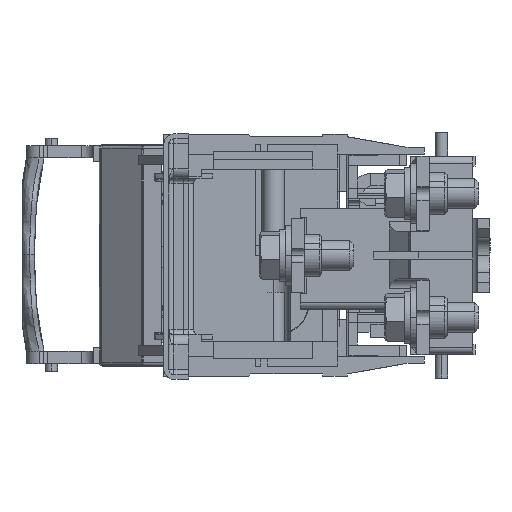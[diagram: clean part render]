
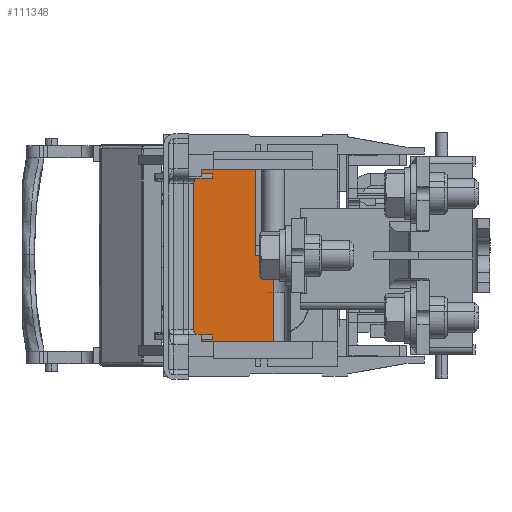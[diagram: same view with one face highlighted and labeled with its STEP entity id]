
A CAD part, left-side view. The second image highlights one B-rep face of the part: STEP entity #111348.
In plain terms, the highlighted planar face has unit normal (-1, 0, 0).
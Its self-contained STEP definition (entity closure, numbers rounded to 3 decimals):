
#92431=CARTESIAN_POINT('',(44.152,91.8,-0.8));
#92432=VERTEX_POINT('',#92431);
#92449=CARTESIAN_POINT('',(44.152,91.8,-5.8));
#92450=VERTEX_POINT('',#92449);
#92451=CARTESIAN_POINT('',(44.152,91.8,-5.8));
#92452=CARTESIAN_POINT('',(44.152,91.8,-4.133));
#92453=CARTESIAN_POINT('',(44.152,91.8,-2.467));
#92454=CARTESIAN_POINT('',(44.152,91.8,-0.8));
#92455=B_SPLINE_CURVE_WITH_KNOTS('',3,(#92451,#92452,#92453,#92454),.UNSPECIFIED.,.F.,.F.,(4,4),(0.,5.),.UNSPECIFIED.);
#92456=EDGE_CURVE('NONE',#92450,#92432,#92455,.T.);
#96567=CARTESIAN_POINT('',(44.152,124.436,-0.8));
#96568=VERTEX_POINT('',#96567);
#96585=CARTESIAN_POINT('',(44.154,124.469,-4.8));
#96586=VERTEX_POINT('',#96585);
#96587=CARTESIAN_POINT('',(44.152,124.436,-0.8));
#96588=CARTESIAN_POINT('',(44.153,124.437,-2.133));
#96589=CARTESIAN_POINT('',(44.155,124.437,-3.467));
#96590=CARTESIAN_POINT('',(44.156,124.437,-4.8));
#96591=B_SPLINE_CURVE_WITH_KNOTS('',3,(#96587,#96588,#96589,#96590),.UNSPECIFIED.,.F.,.F.,(4,4),(0.,4.),.UNSPECIFIED.);
#96592=EDGE_CURVE('NONE',#96568,#96586,#96591,.T.);
#102194=CARTESIAN_POINT('',(44.152,124.5,81.2));
#102195=VERTEX_POINT('',#102194);
#102196=CARTESIAN_POINT('',(44.152,124.5,81.2));
#102197=CARTESIAN_POINT('',(44.153,124.5,52.533));
#102198=CARTESIAN_POINT('',(44.155,124.5,23.867));
#102199=CARTESIAN_POINT('',(44.156,124.5,-4.8));
#102200=B_SPLINE_CURVE_WITH_KNOTS('',3,(#102196,#102197,#102198,#102199),.UNSPECIFIED.,.F.,.F.,(4,4),(0.,86.),.UNSPECIFIED.);
#102201=EDGE_CURVE('NONE',#102195,#96586,#102200,.T.);
#111252=CARTESIAN_POINT('',(44.152,54.5,-8.802));
#111253=DIRECTION('',(-1.,0.,0.));
#111254=DIRECTION('',(0.,-1.,0.));
#111255=AXIS2_PLACEMENT_3D('',#111252,#111253,#111254);
#111256=PLANE('',#111255);
#111257=CARTESIAN_POINT('',(44.152,87.5,40.));
#111258=VERTEX_POINT('',#111257);
#111259=CARTESIAN_POINT('',(44.152,80.5,40.));
#111260=VERTEX_POINT('',#111259);
#111261=CARTESIAN_POINT('',(44.152,87.5,40.));
#111262=CARTESIAN_POINT('',(44.152,85.167,40.));
#111263=CARTESIAN_POINT('',(44.152,82.833,40.));
#111264=CARTESIAN_POINT('',(44.152,80.5,40.));
#111265=B_SPLINE_CURVE_WITH_KNOTS('',3,(#111261,#111262,#111263,#111264),.UNSPECIFIED.,.F.,.F.,(4,4),(0.,7.),.UNSPECIFIED.);
#111266=EDGE_CURVE('NONE',#111258,#111260,#111265,.T.);
#111267=ORIENTED_EDGE('',*,*,#111266,.F.);
#111268=CARTESIAN_POINT('',(44.152,87.5,81.2));
#111269=VERTEX_POINT('',#111268);
#111270=CARTESIAN_POINT('',(44.152,87.5,81.2));
#111271=CARTESIAN_POINT('',(44.152,87.5,67.467));
#111272=CARTESIAN_POINT('',(44.152,87.5,53.733));
#111273=CARTESIAN_POINT('',(44.152,87.5,40.));
#111274=B_SPLINE_CURVE_WITH_KNOTS('',3,(#111270,#111271,#111272,#111273),.UNSPECIFIED.,.F.,.F.,(4,4),(0.,41.2),.UNSPECIFIED.);
#111275=EDGE_CURVE('NONE',#111269,#111258,#111274,.T.);
#111276=ORIENTED_EDGE('',*,*,#111275,.F.);
#111277=CARTESIAN_POINT('',(44.152,124.5,81.2));
#111278=CARTESIAN_POINT('',(44.152,112.167,81.2));
#111279=CARTESIAN_POINT('',(44.152,99.833,81.2));
#111280=CARTESIAN_POINT('',(44.152,87.5,81.2));
#111281=B_SPLINE_CURVE_WITH_KNOTS('',3,(#111277,#111278,#111279,#111280),.UNSPECIFIED.,.F.,.F.,(4,4),(0.,37.),.UNSPECIFIED.);
#111282=EDGE_CURVE('',#102195,#111269,#111281,.T.);
#111283=ORIENTED_EDGE('',*,*,#111282,.F.);
#111284=ORIENTED_EDGE('',*,*,#102201,.T.);
#111285=ORIENTED_EDGE('',*,*,#96592,.F.);
#111286=CARTESIAN_POINT('',(44.152,94.55,-0.8));
#111287=VERTEX_POINT('',#111286);
#111288=CARTESIAN_POINT('',(44.152,94.55,-0.8));
#111289=CARTESIAN_POINT('',(44.152,104.512,-0.8));
#111290=CARTESIAN_POINT('',(44.152,114.474,-0.8));
#111291=CARTESIAN_POINT('',(44.152,124.436,-0.8));
#111292=B_SPLINE_CURVE_WITH_KNOTS('',3,(#111288,#111289,#111290,#111291),.UNSPECIFIED.,.F.,.F.,(4,4),(0.,29.886),.UNSPECIFIED.);
#111293=EDGE_CURVE('NONE',#111287,#96568,#111292,.T.);
#111294=ORIENTED_EDGE('',*,*,#111293,.F.);
#111295=CARTESIAN_POINT('',(44.152,94.55,-5.8));
#111296=VERTEX_POINT('',#111295);
#111297=CARTESIAN_POINT('',(44.152,94.55,-5.8));
#111298=CARTESIAN_POINT('',(44.152,94.55,-4.133));
#111299=CARTESIAN_POINT('',(44.152,94.55,-2.467));
#111300=CARTESIAN_POINT('',(44.152,94.55,-0.8));
#111301=B_SPLINE_CURVE_WITH_KNOTS('',3,(#111297,#111298,#111299,#111300),.UNSPECIFIED.,.F.,.F.,(4,4),(0.,5.),.UNSPECIFIED.);
#111302=EDGE_CURVE('NONE',#111296,#111287,#111301,.T.);
#111303=ORIENTED_EDGE('',*,*,#111302,.F.);
#111304=CARTESIAN_POINT('',(44.152,91.8,-5.8));
#111305=CARTESIAN_POINT('',(44.152,92.717,-5.8));
#111306=CARTESIAN_POINT('',(44.152,93.633,-5.8));
#111307=CARTESIAN_POINT('',(44.152,94.55,-5.8));
#111308=B_SPLINE_CURVE_WITH_KNOTS('',3,(#111304,#111305,#111306,#111307),.UNSPECIFIED.,.F.,.F.,(4,4),(0.,2.75),.UNSPECIFIED.);
#111309=EDGE_CURVE('NONE',#92450,#111296,#111308,.T.);
#111310=ORIENTED_EDGE('',*,*,#111309,.F.);
#111311=ORIENTED_EDGE('',*,*,#92456,.T.);
#111312=CARTESIAN_POINT('',(44.152,87.5,-0.8));
#111313=VERTEX_POINT('',#111312);
#111314=CARTESIAN_POINT('',(44.152,87.5,-0.8));
#111315=CARTESIAN_POINT('',(44.152,88.933,-0.8));
#111316=CARTESIAN_POINT('',(44.152,90.367,-0.8));
#111317=CARTESIAN_POINT('',(44.152,91.8,-0.8));
#111318=B_SPLINE_CURVE_WITH_KNOTS('',3,(#111314,#111315,#111316,#111317),.UNSPECIFIED.,.F.,.F.,(4,4),(0.,4.3),.UNSPECIFIED.);
#111319=EDGE_CURVE('NONE',#111313,#92432,#111318,.T.);
#111320=ORIENTED_EDGE('',*,*,#111319,.F.);
#111321=CARTESIAN_POINT('',(44.152,87.5,-4.8));
#111322=VERTEX_POINT('',#111321);
#111323=CARTESIAN_POINT('',(44.152,87.5,-4.8));
#111324=CARTESIAN_POINT('',(44.152,87.5,-3.467));
#111325=CARTESIAN_POINT('',(44.152,87.5,-2.133));
#111326=CARTESIAN_POINT('',(44.152,87.5,-0.8));
#111327=B_SPLINE_CURVE_WITH_KNOTS('',3,(#111323,#111324,#111325,#111326),.UNSPECIFIED.,.F.,.F.,(4,4),(0.,4.),.UNSPECIFIED.);
#111328=EDGE_CURVE('NONE',#111322,#111313,#111327,.T.);
#111329=ORIENTED_EDGE('',*,*,#111328,.F.);
#111330=CARTESIAN_POINT('',(44.152,80.5,-4.8));
#111331=VERTEX_POINT('',#111330);
#111332=CARTESIAN_POINT('',(44.152,87.5,-4.8));
#111333=CARTESIAN_POINT('',(44.152,85.167,-4.8));
#111334=CARTESIAN_POINT('',(44.152,82.833,-4.8));
#111335=CARTESIAN_POINT('',(44.152,80.5,-4.8));
#111336=B_SPLINE_CURVE_WITH_KNOTS('',3,(#111332,#111333,#111334,#111335),.UNSPECIFIED.,.F.,.F.,(4,4),(0.,7.),.UNSPECIFIED.);
#111337=EDGE_CURVE('NONE',#111322,#111331,#111336,.T.);
#111338=ORIENTED_EDGE('',*,*,#111337,.T.);
#111339=CARTESIAN_POINT('',(44.152,80.5,-4.8));
#111340=CARTESIAN_POINT('',(44.152,80.5,10.133));
#111341=CARTESIAN_POINT('',(44.152,80.5,25.067));
#111342=CARTESIAN_POINT('',(44.152,80.5,40.));
#111343=B_SPLINE_CURVE_WITH_KNOTS('',3,(#111339,#111340,#111341,#111342),.UNSPECIFIED.,.F.,.F.,(4,4),(0.,44.8),.UNSPECIFIED.);
#111344=EDGE_CURVE('NONE',#111331,#111260,#111343,.T.);
#111345=ORIENTED_EDGE('',*,*,#111344,.T.);
#111346=EDGE_LOOP('',(#111267,#111276,#111283,#111284,#111285,#111294,#111303,#111310,#111311,#111320,#111329,#111338,#111345));
#111347=FACE_BOUND('',#111346,.T.);
#111348=ADVANCED_FACE('NONE',(#111347),#111256,.T.);
